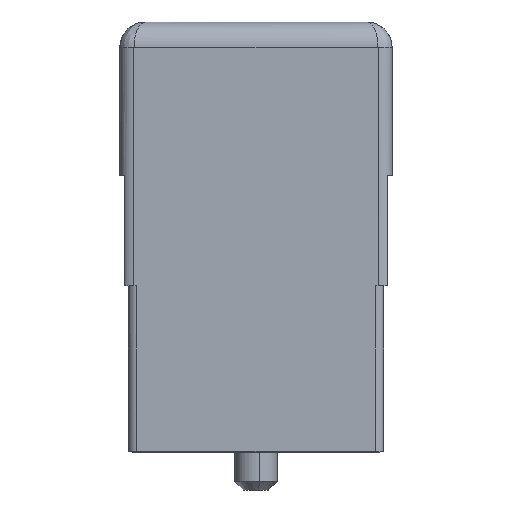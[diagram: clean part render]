
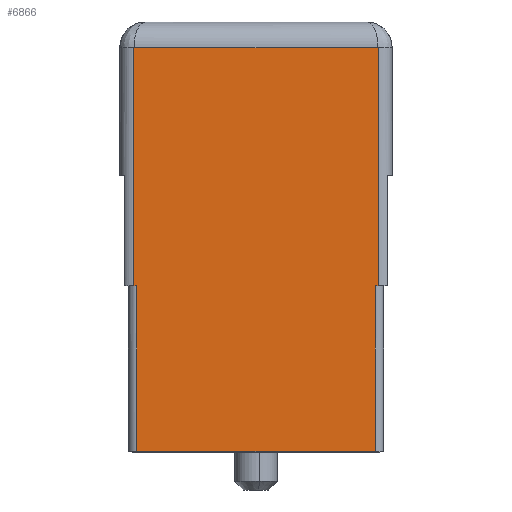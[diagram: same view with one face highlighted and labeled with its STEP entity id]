
A CAD part, front view. The second image highlights one B-rep face of the part: STEP entity #6866.
In plain terms, the highlighted planar face has unit normal (0, -1, 0).
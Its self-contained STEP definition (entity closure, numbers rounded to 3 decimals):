
#6821=AXIS2_PLACEMENT_3D('Plane Axis2P3D',#6818,#6819,#6820) ;
#6237=CARTESIAN_POINT('Line Origine',(8.,0.,2.271)) ;
#6241=CARTESIAN_POINT('Vertex',(1.,0.,2.271)) ;
#6243=CARTESIAN_POINT('Vertex',(15.,0.,2.271)) ;
#6570=CARTESIAN_POINT('Vertex',(1.,0.,12.)) ;
#6578=CARTESIAN_POINT('Line Origine',(1.,0.,12.)) ;
#6802=CARTESIAN_POINT('Vertex',(15.,0.,12.)) ;
#6805=CARTESIAN_POINT('Line Origine',(15.,0.,12.)) ;
#6818=CARTESIAN_POINT('Axis2P3D Location',(0.5,0.,12.)) ;
#6823=CARTESIAN_POINT('Line Origine',(15.085,0.,12.)) ;
#6827=CARTESIAN_POINT('Vertex',(15.17,0.,12.)) ;
#6830=CARTESIAN_POINT('Line Origine',(15.17,0.,19.)) ;
#6834=CARTESIAN_POINT('Vertex',(15.17,0.,26.)) ;
#6837=CARTESIAN_POINT('Line Origine',(8.,0.,26.)) ;
#6841=CARTESIAN_POINT('Vertex',(0.83,0.,26.)) ;
#6844=CARTESIAN_POINT('Line Origine',(0.83,0.,19.)) ;
#6848=CARTESIAN_POINT('Vertex',(0.83,0.,12.)) ;
#6851=CARTESIAN_POINT('Line Origine',(0.915,0.,12.)) ;
#6238=DIRECTION('Vector Direction',(1.,0.,0.)) ;
#6579=DIRECTION('Vector Direction',(0.,0.,1.)) ;
#6806=DIRECTION('Vector Direction',(0.,0.,1.)) ;
#6819=DIRECTION('Axis2P3D Direction',(0.,1.,0.)) ;
#6820=DIRECTION('Axis2P3D XDirection',(-1.,0.,0.)) ;
#6824=DIRECTION('Vector Direction',(1.,0.,0.)) ;
#6831=DIRECTION('Vector Direction',(0.,0.,1.)) ;
#6838=DIRECTION('Vector Direction',(-1.,0.,0.)) ;
#6845=DIRECTION('Vector Direction',(0.,0.,-1.)) ;
#6852=DIRECTION('Vector Direction',(1.,0.,0.)) ;
#6239=VECTOR('Line Direction',#6238,1.) ;
#6580=VECTOR('Line Direction',#6579,1.) ;
#6807=VECTOR('Line Direction',#6806,1.) ;
#6825=VECTOR('Line Direction',#6824,1.) ;
#6832=VECTOR('Line Direction',#6831,1.) ;
#6839=VECTOR('Line Direction',#6838,1.) ;
#6846=VECTOR('Line Direction',#6845,1.) ;
#6853=VECTOR('Line Direction',#6852,1.) ;
#6857=ORIENTED_EDGE('',*,*,#6829,.T.) ;
#6858=ORIENTED_EDGE('',*,*,#6836,.T.) ;
#6859=ORIENTED_EDGE('',*,*,#6843,.T.) ;
#6860=ORIENTED_EDGE('',*,*,#6850,.T.) ;
#6861=ORIENTED_EDGE('',*,*,#6855,.T.) ;
#6862=ORIENTED_EDGE('',*,*,#6582,.T.) ;
#6863=ORIENTED_EDGE('',*,*,#6245,.T.) ;
#6864=ORIENTED_EDGE('',*,*,#6809,.T.) ;
#6866=ADVANCED_FACE('Hauptk\X2\00F6\X0\rper',(#6865),#6822,.F.) ;
#6245=EDGE_CURVE('',#6242,#6244,#6240,.T.) ;
#6582=EDGE_CURVE('',#6571,#6242,#6581,.F.) ;
#6809=EDGE_CURVE('',#6244,#6803,#6808,.T.) ;
#6829=EDGE_CURVE('',#6803,#6828,#6826,.T.) ;
#6836=EDGE_CURVE('',#6828,#6835,#6833,.T.) ;
#6843=EDGE_CURVE('',#6835,#6842,#6840,.T.) ;
#6850=EDGE_CURVE('',#6842,#6849,#6847,.T.) ;
#6855=EDGE_CURVE('',#6849,#6571,#6854,.T.) ;
#6856=EDGE_LOOP('',(#6857,#6858,#6859,#6860,#6861,#6862,#6863,#6864)) ;
#6865=FACE_OUTER_BOUND('',#6856,.T.) ;
#6240=LINE('Line',#6237,#6239) ;
#6581=LINE('Line',#6578,#6580) ;
#6808=LINE('Line',#6805,#6807) ;
#6826=LINE('Line',#6823,#6825) ;
#6833=LINE('Line',#6830,#6832) ;
#6840=LINE('Line',#6837,#6839) ;
#6847=LINE('Line',#6844,#6846) ;
#6854=LINE('Line',#6851,#6853) ;
#6822=PLANE('',#6821) ;
#6242=VERTEX_POINT('',#6241) ;
#6244=VERTEX_POINT('',#6243) ;
#6571=VERTEX_POINT('',#6570) ;
#6803=VERTEX_POINT('',#6802) ;
#6828=VERTEX_POINT('',#6827) ;
#6835=VERTEX_POINT('',#6834) ;
#6842=VERTEX_POINT('',#6841) ;
#6849=VERTEX_POINT('',#6848) ;
